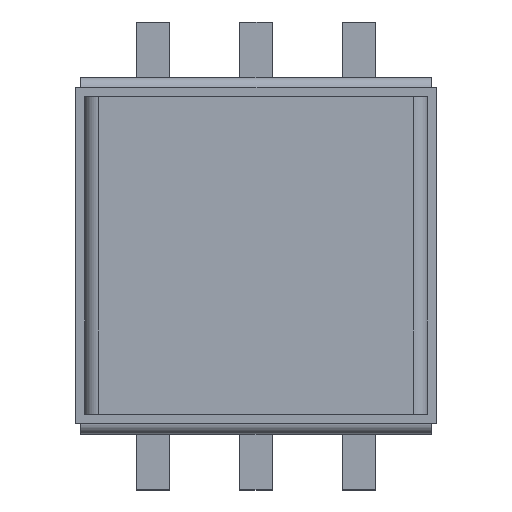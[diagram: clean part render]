
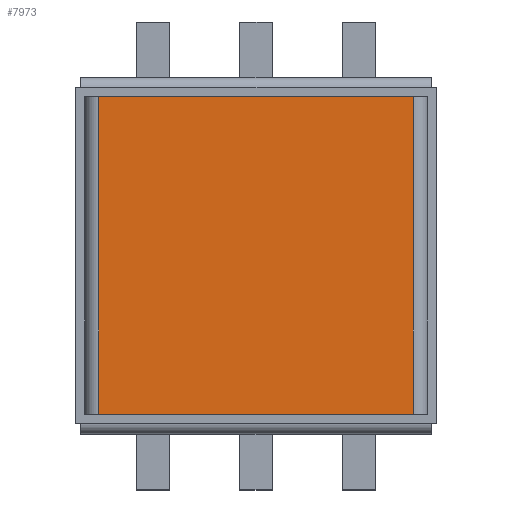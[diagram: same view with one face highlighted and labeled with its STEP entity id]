
A CAD part, top view. The second image highlights one B-rep face of the part: STEP entity #7973.
In plain terms, the highlighted face is planar.
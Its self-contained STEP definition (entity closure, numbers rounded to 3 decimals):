
#716=LINE('',#12158,#1245);
#741=LINE('',#12216,#1270);
#742=LINE('',#12219,#1271);
#743=LINE('',#12220,#1272);
#1245=VECTOR('',#10156,1000.);
#1270=VECTOR('',#10221,1000.);
#1271=VECTOR('',#10222,1000.);
#1272=VECTOR('',#10223,1000.);
#2863=ORIENTED_EDGE('',*,*,#3683,.T.);
#2864=ORIENTED_EDGE('',*,*,#3684,.T.);
#2865=ORIENTED_EDGE('',*,*,#3654,.T.);
#2866=ORIENTED_EDGE('',*,*,#3685,.T.);
#3654=EDGE_CURVE('',#4163,#4162,#716,.T.);
#3683=EDGE_CURVE('',#4176,#4177,#741,.T.);
#3684=EDGE_CURVE('',#4177,#4163,#742,.T.);
#3685=EDGE_CURVE('',#4162,#4176,#743,.T.);
#4162=VERTEX_POINT('',#12157);
#4163=VERTEX_POINT('',#12159);
#4176=VERTEX_POINT('',#12217);
#4177=VERTEX_POINT('',#12218);
#4771=EDGE_LOOP('',(#2863,#2864,#2865,#2866));
#5122=FACE_BOUND('',#4771,.T.);
#5299=PLANE('',#8552);
#7973=ADVANCED_FACE('',(#5122),#5299,.T.);
#8552=AXIS2_PLACEMENT_3D('',#12215,#10219,#10220);
#10156=DIRECTION('',(0.,0.,1.));
#10219=DIRECTION('',(0.,1.,0.));
#10220=DIRECTION('',(0.,0.,-1.));
#10221=DIRECTION('',(0.,0.,-1.));
#10222=DIRECTION('',(-1.,0.,0.));
#10223=DIRECTION('',(1.,0.,0.));
#12157=CARTESIAN_POINT('',(-2.855,7.629,2.821));
#12158=CARTESIAN_POINT('',(-2.855,7.629,-3.079));
#12159=CARTESIAN_POINT('',(-2.855,7.629,-2.829));
#12215=CARTESIAN_POINT('',(2.845,7.629,3.071));
#12216=CARTESIAN_POINT('',(2.845,7.629,3.071));
#12217=CARTESIAN_POINT('',(2.845,7.629,2.821));
#12218=CARTESIAN_POINT('',(2.845,7.629,-2.829));
#12219=CARTESIAN_POINT('',(2.845,7.629,-2.829));
#12220=CARTESIAN_POINT('',(2.845,7.629,2.821));
